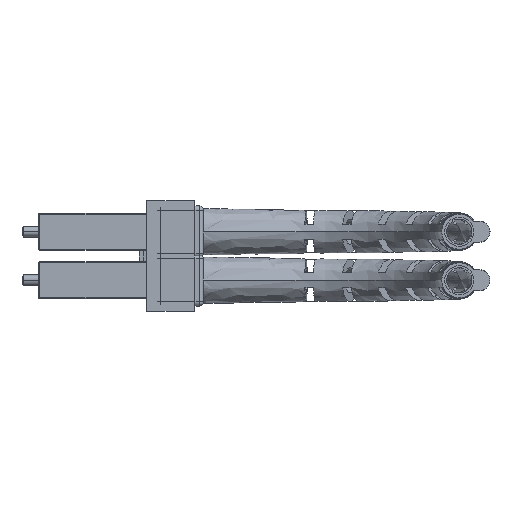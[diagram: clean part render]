
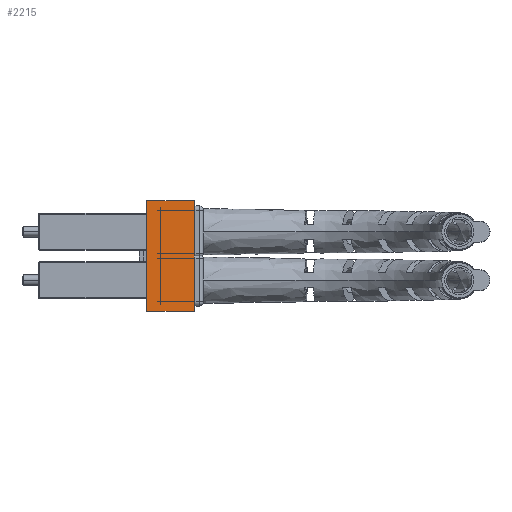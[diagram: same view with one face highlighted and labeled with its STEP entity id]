
A CAD part, front view. The second image highlights one B-rep face of the part: STEP entity #2215.
In plain terms, the highlighted face is planar.
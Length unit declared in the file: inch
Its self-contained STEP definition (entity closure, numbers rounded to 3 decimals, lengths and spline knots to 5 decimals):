
#1200 = LINE ( 'NONE', #12964, #3273 ) ;
#1567 = EDGE_CURVE ( 'NONE', #5416, #6667, #1200, .T. ) ;
#1616 = CARTESIAN_POINT ( 'NONE',  ( -0.2625, 0.226, 0.1225 ) ) ;
#2215 = ADVANCED_FACE ( 'NONE', ( #11468 ), #4591, .F. ) ;
#2393 = LINE ( 'NONE', #3139, #2554 ) ;
#2554 = VECTOR ( 'NONE', #9318, 39.37008 ) ;
#2695 = ORIENTED_EDGE ( 'NONE', *, *, #5157, .T. ) ;
#3139 = CARTESIAN_POINT ( 'NONE',  ( -0.2625, 0., 0.1225 ) ) ;
#3176 = ORIENTED_EDGE ( 'NONE', *, *, #12118, .T. ) ;
#3273 = VECTOR ( 'NONE', #11940, 39.37008 ) ;
#3527 = VERTEX_POINT ( 'NONE', #8284 ) ;
#3742 = DIRECTION ( 'NONE',  ( -1., 0., 0. ) ) ;
#4036 = DIRECTION ( 'NONE',  ( 1., 0., 0. ) ) ;
#4591 = PLANE ( 'NONE',  #6755 ) ;
#4741 = LINE ( 'NONE', #5028, #10879 ) ;
#5028 = CARTESIAN_POINT ( 'NONE',  ( -0.2625, 0.226, 0.1225 ) ) ;
#5157 = EDGE_CURVE ( 'NONE', #12361, #3527, #4741, .T. ) ;
#5416 = VERTEX_POINT ( 'NONE', #7525 ) ;
#6579 = ORIENTED_EDGE ( 'NONE', *, *, #11259, .F. ) ;
#6667 = VERTEX_POINT ( 'NONE', #12166 ) ;
#6755 = AXIS2_PLACEMENT_3D ( 'NONE', #9756, #8850, #3742 ) ;
#7435 = VECTOR ( 'NONE', #4036, 39.37008 ) ;
#7504 = ORIENTED_EDGE ( 'NONE', *, *, #1567, .F. ) ;
#7525 = CARTESIAN_POINT ( 'NONE',  ( 0.2625, 0.226, 0.1225 ) ) ;
#8284 = CARTESIAN_POINT ( 'NONE',  ( -0.2625, 0., 0.1225 ) ) ;
#8850 = DIRECTION ( 'NONE',  ( 0., 0., -1. ) ) ;
#9318 = DIRECTION ( 'NONE',  ( 1., 0., 0. ) ) ;
#9756 = CARTESIAN_POINT ( 'NONE',  ( -0.2625, 0.226, 0.1225 ) ) ;
#10879 = VECTOR ( 'NONE', #11270, 39.37008 ) ;
#11259 = EDGE_CURVE ( 'NONE', #12361, #5416, #12883, .T. ) ;
#11270 = DIRECTION ( 'NONE',  ( 0., -1., 0. ) ) ;
#11422 = CARTESIAN_POINT ( 'NONE',  ( -0.2625, 0.226, 0.1225 ) ) ;
#11468 = FACE_OUTER_BOUND ( 'NONE', #11901, .T. ) ;
#11901 = EDGE_LOOP ( 'NONE', ( #3176, #7504, #6579, #2695 ) ) ;
#11940 = DIRECTION ( 'NONE',  ( 0., -1., 0. ) ) ;
#12118 = EDGE_CURVE ( 'NONE', #3527, #6667, #2393, .T. ) ;
#12166 = CARTESIAN_POINT ( 'NONE',  ( 0.2625, 0., 0.1225 ) ) ;
#12361 = VERTEX_POINT ( 'NONE', #1616 ) ;
#12883 = LINE ( 'NONE', #11422, #7435 ) ;
#12964 = CARTESIAN_POINT ( 'NONE',  ( 0.2625, 0.226, 0.1225 ) ) ;
